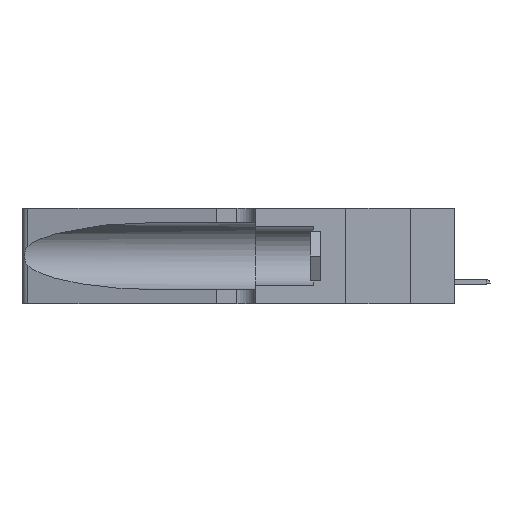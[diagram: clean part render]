
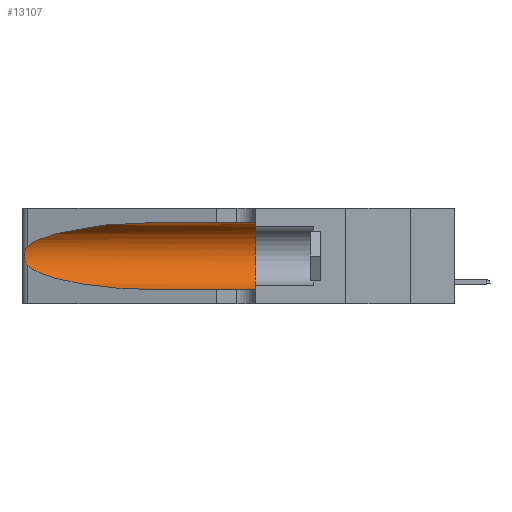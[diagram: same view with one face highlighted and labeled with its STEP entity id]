
A CAD part, left-side view. The second image highlights one B-rep face of the part: STEP entity #13107.
In plain terms, the highlighted cylindrical face has radius 3.308 mm (diameter 6.617 mm), a partial arc.
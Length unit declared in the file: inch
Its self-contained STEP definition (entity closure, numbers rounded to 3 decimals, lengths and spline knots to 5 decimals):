
#137 = CARTESIAN_POINT ( 'NONE',  ( 0.18966, 0.96281, 0.31525 ) ) ;
#517 = DIRECTION ( 'NONE',  ( 0., -1., 0. ) ) ;
#741 = DIRECTION ( 'NONE',  ( 0., 0., -1. ) ) ;
#800 = CARTESIAN_POINT ( 'NONE',  ( 0.25487, 1.22718, 0.14631 ) ) ;
#810 = ORIENTED_EDGE ( 'NONE', *, *, #15455, .F. ) ;
#820 = CARTESIAN_POINT ( 'NONE',  ( 0.25487, 1.22718, 0.14631 ) ) ;
#852 = CARTESIAN_POINT ( 'NONE',  ( 0.1305, 0.35, 0.185 ) ) ;
#1072 = CARTESIAN_POINT ( 'NONE',  ( 0.25555, 1.22994, 0.2215 ) ) ;
#1377 = CARTESIAN_POINT ( 'NONE',  ( 0.25639, 1.23186, 0.15144 ) ) ;
#1624 = AXIS2_PLACEMENT_3D ( 'NONE', #852, #14002, #2599 ) ;
#1707 = VECTOR ( 'NONE', #9733, 39.37008 ) ;
#1869 = CARTESIAN_POINT ( 'NONE',  ( 0.25487, 1.22718, 0.22369 ) ) ;
#2444 = ORIENTED_EDGE ( 'NONE', *, *, #16566, .T. ) ;
#2599 = DIRECTION ( 'NONE',  ( 0., 0., 1. ) ) ;
#2824 = VERTEX_POINT ( 'NONE', #5808 ) ;
#3015 = CARTESIAN_POINT ( 'NONE',  ( 0.1305, 0.72297, 0.31525 ) ) ;
#3448 =( BOUNDED_CURVE ( )  B_SPLINE_CURVE ( 3, ( #820, #7520, #14178, #20856 ),
 .UNSPECIFIED., .F., .T. ) 
 B_SPLINE_CURVE_WITH_KNOTS ( ( 4, 4 ),
 ( 3.44316, 4.71239 ),
 .UNSPECIFIED. ) 
 CURVE ( )  GEOMETRIC_REPRESENTATION_ITEM ( )  RATIONAL_B_SPLINE_CURVE ( ( 1., 0.87, 0.87, 1. ) ) 
 REPRESENTATION_ITEM ( '' )  );
#3581 = CARTESIAN_POINT ( 'NONE',  ( 0.1305, 1.61858, 0.31525 ) ) ;
#4381 = EDGE_CURVE ( 'NONE', #11953, #6153, #18491, .T. ) ;
#4690 = CARTESIAN_POINT ( 'NONE',  ( 0.26017, 1.23833, 0.17102 ) ) ;
#4711 = LINE ( 'NONE', #7802, #1707 ) ;
#5347 = EDGE_CURVE ( 'NONE', #8920, #11953, #13920, .T. ) ;
#5808 = CARTESIAN_POINT ( 'NONE',  ( 0.1305, 0.72297, 0.05475 ) ) ;
#6153 = VERTEX_POINT ( 'NONE', #800 ) ;
#6180 = AXIS2_PLACEMENT_3D ( 'NONE', #7543, #517, #741 ) ;
#6327 = CARTESIAN_POINT ( 'NONE',  ( 0.25854, 1.2359, 0.20912 ) ) ;
#7224 = CARTESIAN_POINT ( 'NONE',  ( 0.1305, 0.35, 0.31525 ) ) ;
#7520 = CARTESIAN_POINT ( 'NONE',  ( 0.2373, 1.15595, 0.08982 ) ) ;
#7543 = CARTESIAN_POINT ( 'NONE',  ( 0.1305, 1.61858, 0.185 ) ) ;
#7802 = CARTESIAN_POINT ( 'NONE',  ( 0.1305, 1.61858, 0.05475 ) ) ;
#8083 = CARTESIAN_POINT ( 'NONE',  ( 0.25639, 1.23184, 0.21858 ) ) ;
#8474 = CARTESIAN_POINT ( 'NONE',  ( 0.1305, 0.72297, 0.31525 ) ) ;
#8920 = VERTEX_POINT ( 'NONE', #3015 ) ;
#8968 = ORIENTED_EDGE ( 'NONE', *, *, #13828, .F. ) ;
#9635 = EDGE_LOOP ( 'NONE', ( #20003, #11073, #19772, #2444, #8968, #810 ) ) ;
#9733 = DIRECTION ( 'NONE',  ( 0., -1., 0. ) ) ;
#10096 = VECTOR ( 'NONE', #16942, 39.37008 ) ;
#10158 = CARTESIAN_POINT ( 'NONE',  ( 0.25487, 1.22718, 0.22369 ) ) ;
#11029 = EDGE_CURVE ( 'NONE', #6153, #2824, #3448, .T. ) ;
#11073 = ORIENTED_EDGE ( 'NONE', *, *, #4381, .T. ) ;
#11322 = CARTESIAN_POINT ( 'NONE',  ( 0.25789, 1.23486, 0.15765 ) ) ;
#11953 = VERTEX_POINT ( 'NONE', #10158 ) ;
#12970 = CARTESIAN_POINT ( 'NONE',  ( 0.26075, 1.23896, 0.178 ) ) ;
#13065 = CARTESIAN_POINT ( 'NONE',  ( 0.25555, 1.22993, 0.14849 ) ) ;
#13107 = ADVANCED_FACE ( 'NONE', ( #17609 ), #13870, .F. ) ;
#13153 = CIRCLE ( 'NONE', #1624, 0.13025 ) ;
#13828 = EDGE_CURVE ( 'NONE', #13849, #21236, #13153, .T. ) ;
#13849 = VERTEX_POINT ( 'NONE', #7224 ) ;
#13870 = CYLINDRICAL_SURFACE ( 'NONE', #6180, 0.13025 ) ;
#13920 =( BOUNDED_CURVE ( )  B_SPLINE_CURVE ( 3, ( #8474, #137, #16920, #1869 ),
 .UNSPECIFIED., .F., .F. ) 
 B_SPLINE_CURVE_WITH_KNOTS ( ( 4, 4 ),
 ( 1.5708, 2.84003 ),
 .UNSPECIFIED. ) 
 CURVE ( )  GEOMETRIC_REPRESENTATION_ITEM ( )  RATIONAL_B_SPLINE_CURVE ( ( 1., 0.87, 0.87, 1. ) ) 
 REPRESENTATION_ITEM ( '' )  );
#14002 = DIRECTION ( 'NONE',  ( 0., 1., 0. ) ) ;
#14178 = CARTESIAN_POINT ( 'NONE',  ( 0.18966, 0.96281, 0.05475 ) ) ;
#14432 = CARTESIAN_POINT ( 'NONE',  ( 0.26075, 1.23896, 0.19203 ) ) ;
#14541 = CARTESIAN_POINT ( 'NONE',  ( 0.25787, 1.23484, 0.2124 ) ) ;
#15455 = EDGE_CURVE ( 'NONE', #8920, #13849, #15521, .T. ) ;
#15521 = LINE ( 'NONE', #3581, #10096 ) ;
#16414 = CARTESIAN_POINT ( 'NONE',  ( 0.26018, 1.23835, 0.19895 ) ) ;
#16566 = EDGE_CURVE ( 'NONE', #2824, #21236, #4711, .T. ) ;
#16920 = CARTESIAN_POINT ( 'NONE',  ( 0.2373, 1.15595, 0.28018 ) ) ;
#16942 = DIRECTION ( 'NONE',  ( 0., -1., 0. ) ) ;
#17609 = FACE_OUTER_BOUND ( 'NONE', #9635, .T. ) ;
#18491 = B_SPLINE_CURVE_WITH_KNOTS ( 'NONE', 3,
 ( #19472, #1072, #8083, #14541, #6327, #16414, #14432, #12970, #4690, #19575, #11322, #1377, #13065, #21201 ),
 .UNSPECIFIED., .F., .F.,
 ( 4, 2, 2, 2, 2, 2, 4 ),
 ( 0., 0.00027, 0.00053, 0.00107, 0.0016, 0.00187, 0.00214 ),
 .UNSPECIFIED. ) ;
#18613 = CARTESIAN_POINT ( 'NONE',  ( 0.1305, 0.35, 0.05475 ) ) ;
#19472 = CARTESIAN_POINT ( 'NONE',  ( 0.25487, 1.22718, 0.22369 ) ) ;
#19575 = CARTESIAN_POINT ( 'NONE',  ( 0.25856, 1.23593, 0.16098 ) ) ;
#19772 = ORIENTED_EDGE ( 'NONE', *, *, #11029, .T. ) ;
#20003 = ORIENTED_EDGE ( 'NONE', *, *, #5347, .T. ) ;
#20856 = CARTESIAN_POINT ( 'NONE',  ( 0.1305, 0.72297, 0.05475 ) ) ;
#21201 = CARTESIAN_POINT ( 'NONE',  ( 0.25487, 1.22718, 0.14631 ) ) ;
#21236 = VERTEX_POINT ( 'NONE', #18613 ) ;
